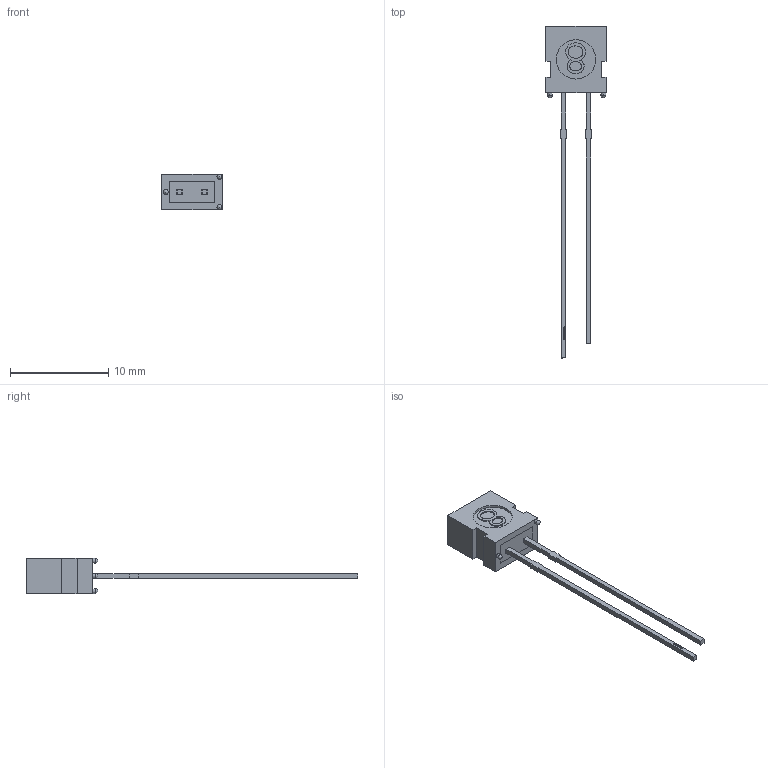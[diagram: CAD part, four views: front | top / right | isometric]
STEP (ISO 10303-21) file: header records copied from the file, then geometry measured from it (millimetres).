
FILE_DESCRIPTION (( 'STEP AP214' ), '1' );
FILE_NAME ('1043.STEP', '2008-08-28T20:12:21', ( '' ), ( '' ), 'SwSTEP 2.0', 'SolidWorks 2008', '' );
FILE_SCHEMA (( 'AUTOMOTIVE_DESIGN' ));
Length unit declared in the file: millimetre
Products named in the file (1): 1043
Bounding box: 6.15 x 33.8 x 3.65 mm (x, y, z)
Volume: 157.5 mm3; surface area: 515.3 mm2
Topology: 8 solids, 8 shells, 369 faces, 981 edges, 654 vertices
Faces by surface type: plane 225, bspline 133, cylinder 8, sphere 3
Entity records: 21506 total; most frequent: CARTESIAN_POINT 9427, ORIENTED_EDGE 1944, DIRECTION 1196, EDGE_CURVE 972, VECTOR 690, LINE 690, VERTEX_POINT 648, EDGE_LOOP 404
